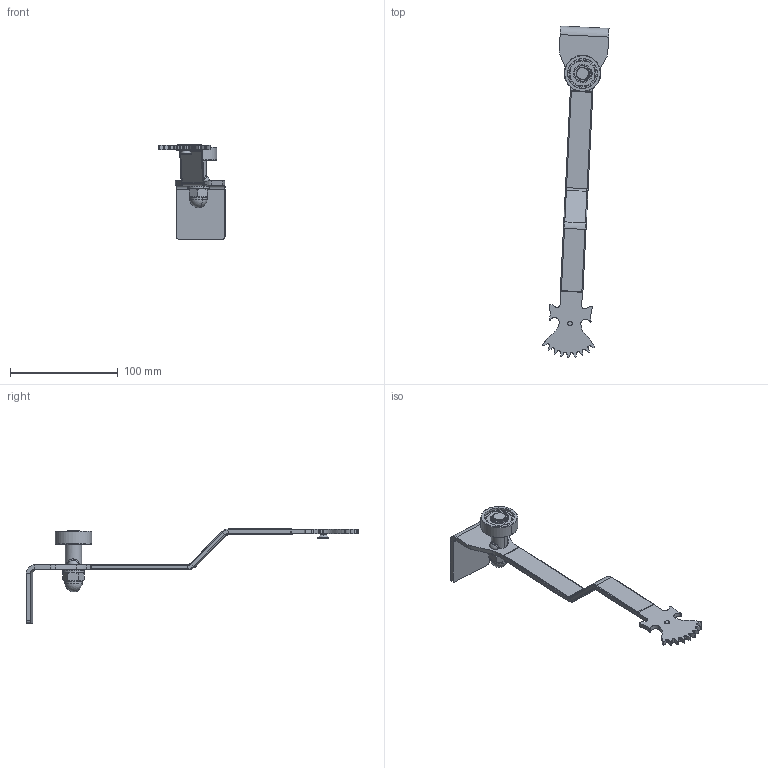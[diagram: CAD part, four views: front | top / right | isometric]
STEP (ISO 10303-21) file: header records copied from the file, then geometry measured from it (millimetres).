
FILE_DESCRIPTION (( 'STEP AP214' ), '1' );
FILE_NAME ('A_GLASS-MONT-PRO.STEP', '2023-03-06T13:21:50', ( '' ), ( '' ), 'SwSTEP 2.0', 'SolidWorks 2019', '' );
FILE_SCHEMA (( 'AUTOMOTIVE_DESIGN' ));
Length unit declared in the file: millimetre
Products named in the file (16): DIN 471-H12.STEP; H-53 Z1.STEP_skupina; din625_-_6001-rs_0_04.STEP; PM10.STEP; MATICA DIN1587_M10; H-53 P2.STEP; din625_-_6001-rs_0_01.STEP; H-53 P1.STEP; din625_-_6001-rs_0_03.STEP; H_04l-35_skupina; din625_-_6001-rs_0_53.STEP_skupina; A_GLASS-MONT-PRO.P1; A_GLASS-MONT-PRO; din625_-_6001-rs_0_02.STEP; H_53.STEP_skupina; Skrutka DIN 7991_Skrutka M 5x 8
Assembly tree (15 placements, depth 6):
  A_GLASS-MONT-PRO
    A_GLASS-MONT-PRO.P1
    H_04l-35_skupina
      H_53.STEP_skupina
        H-53 Z1.STEP_skupina
          din625_-_6001-rs_0_53.STEP_skupina
            din625_-_6001-rs_0_01.STEP
            din625_-_6001-rs_0_02.STEP
            din625_-_6001-rs_0_03.STEP
            din625_-_6001-rs_0_04.STEP
          H-53 P1.STEP
          H-53 P2.STEP
          DIN 471-H12.STEP
          PM10.STEP
    Skrutka DIN 7991_Skrutka M 5x 8
    MATICA DIN1587_M10
Bounding box: 61.25 x 307.85 x 87.35 mm (x, y, z)
Volume: 75938.4 mm3; surface area: 45975.3 mm2
Topology: 12 solids, 12 shells, 419 faces, 1044 edges, 638 vertices
Faces by surface type: cylinder 187, plane 100, torus 48, cone 34, sphere 30, bspline 20
Entity records: 16374 total; most frequent: CARTESIAN_POINT 5757, DIRECTION 2272, ORIENTED_EDGE 1994, EDGE_CURVE 997, AXIS2_PLACEMENT_3D 949, VERTEX_POINT 625, CIRCLE 528, EDGE_LOOP 462
